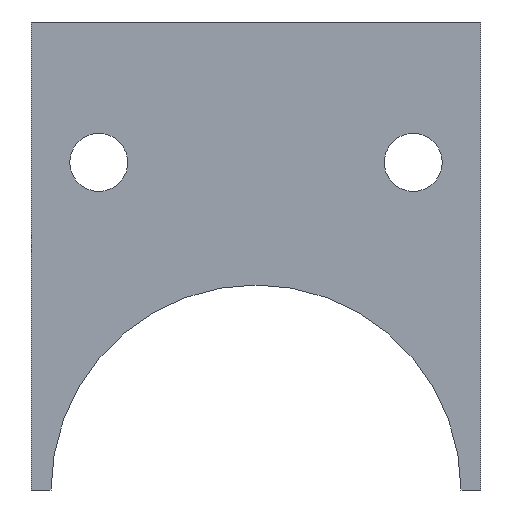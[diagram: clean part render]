
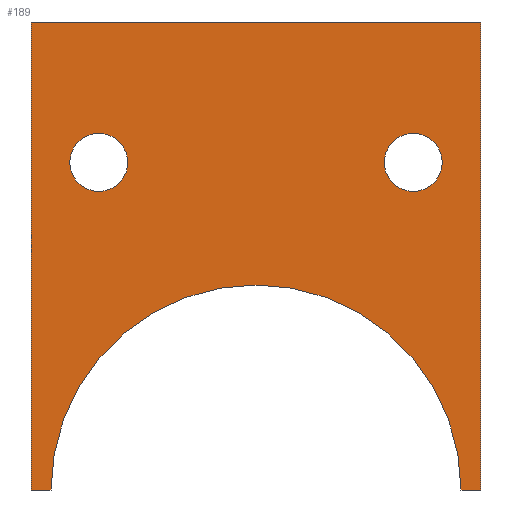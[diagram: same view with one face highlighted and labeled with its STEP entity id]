
A CAD part, front view. The second image highlights one B-rep face of the part: STEP entity #189.
In plain terms, the highlighted planar face has unit normal (0, -1, 0).
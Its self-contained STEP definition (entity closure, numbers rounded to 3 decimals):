
#20=FACE_BOUND('',#41,.T.);
#21=FACE_BOUND('',#42,.T.);
#28=FACE_OUTER_BOUND('',#40,.T.);
#40=EDGE_LOOP('',(#156,#157,#158,#159,#160,#161));
#41=EDGE_LOOP('',(#162));
#42=EDGE_LOOP('',(#163));
#49=CIRCLE('',#213,21.9);
#50=CIRCLE('',#215,3.1);
#51=CIRCLE('',#217,3.1);
#57=LINE('',#296,#75);
#65=LINE('',#316,#83);
#66=LINE('',#319,#84);
#67=LINE('',#320,#85);
#68=LINE('',#321,#86);
#75=VECTOR('',#240,10.);
#83=VECTOR('',#262,10.);
#84=VECTOR('',#265,10.);
#85=VECTOR('',#266,10.);
#86=VECTOR('',#267,10.);
#96=VERTEX_POINT('',#294);
#97=VERTEX_POINT('',#295);
#98=VERTEX_POINT('',#300);
#99=VERTEX_POINT('',#302);
#100=VERTEX_POINT('',#306);
#101=VERTEX_POINT('',#310);
#102=VERTEX_POINT('',#314);
#103=VERTEX_POINT('',#318);
#112=EDGE_CURVE('',#96,#97,#57,.T.);
#116=EDGE_CURVE('',#99,#98,#49,.T.);
#119=EDGE_CURVE('',#100,#100,#50,.T.);
#121=EDGE_CURVE('',#101,#101,#51,.T.);
#123=EDGE_CURVE('',#97,#102,#65,.T.);
#124=EDGE_CURVE('',#103,#98,#66,.T.);
#125=EDGE_CURVE('',#103,#96,#67,.T.);
#126=EDGE_CURVE('',#99,#102,#68,.T.);
#156=ORIENTED_EDGE('',*,*,#124,.F.);
#157=ORIENTED_EDGE('',*,*,#125,.T.);
#158=ORIENTED_EDGE('',*,*,#112,.T.);
#159=ORIENTED_EDGE('',*,*,#123,.T.);
#160=ORIENTED_EDGE('',*,*,#126,.F.);
#161=ORIENTED_EDGE('',*,*,#116,.T.);
#162=ORIENTED_EDGE('',*,*,#121,.T.);
#163=ORIENTED_EDGE('',*,*,#119,.T.);
#179=PLANE('',#219);
#189=ADVANCED_FACE('',(#28,#20,#21),#179,.F.);
#213=AXIS2_PLACEMENT_3D('',#303,#246,#247);
#215=AXIS2_PLACEMENT_3D('',#308,#252,#253);
#217=AXIS2_PLACEMENT_3D('',#312,#257,#258);
#219=AXIS2_PLACEMENT_3D('',#317,#263,#264);
#240=DIRECTION('',(-1.,0.,0.));
#246=DIRECTION('center_axis',(0.,1.,0.));
#247=DIRECTION('ref_axis',(-1.,0.,0.));
#252=DIRECTION('center_axis',(0.,1.,0.));
#253=DIRECTION('ref_axis',(-1.,0.,0.));
#257=DIRECTION('center_axis',(0.,1.,0.));
#258=DIRECTION('ref_axis',(-1.,0.,0.));
#262=DIRECTION('',(0.,0.,-1.));
#263=DIRECTION('center_axis',(0.,1.,0.));
#264=DIRECTION('ref_axis',(-1.,0.,0.));
#265=DIRECTION('',(-1.,0.,0.));
#266=DIRECTION('',(0.,0.,1.));
#267=DIRECTION('',(-1.,0.,0.));
#294=CARTESIAN_POINT('',(24.,169.409,-143.184));
#295=CARTESIAN_POINT('',(-24.,169.409,-143.184));
#296=CARTESIAN_POINT('',(24.,169.409,-143.184));
#300=CARTESIAN_POINT('',(21.9,169.409,-193.184));
#302=CARTESIAN_POINT('',(-21.9,169.409,-193.184));
#303=CARTESIAN_POINT('Origin',(0.,169.409,-193.184));
#306=CARTESIAN_POINT('',(19.9,169.409,-158.184));
#308=CARTESIAN_POINT('Origin',(16.8,169.409,-158.184));
#310=CARTESIAN_POINT('',(-13.7,169.409,-158.184));
#312=CARTESIAN_POINT('Origin',(-16.8,169.409,-158.184));
#314=CARTESIAN_POINT('',(-24.,169.409,-193.184));
#316=CARTESIAN_POINT('',(-24.,169.409,-143.184));
#317=CARTESIAN_POINT('Origin',(0.,169.409,-193.184));
#318=CARTESIAN_POINT('',(24.,169.409,-193.184));
#319=CARTESIAN_POINT('',(0.,169.409,-193.184));
#320=CARTESIAN_POINT('',(24.,169.409,-243.184));
#321=CARTESIAN_POINT('',(0.,169.409,-193.184));
